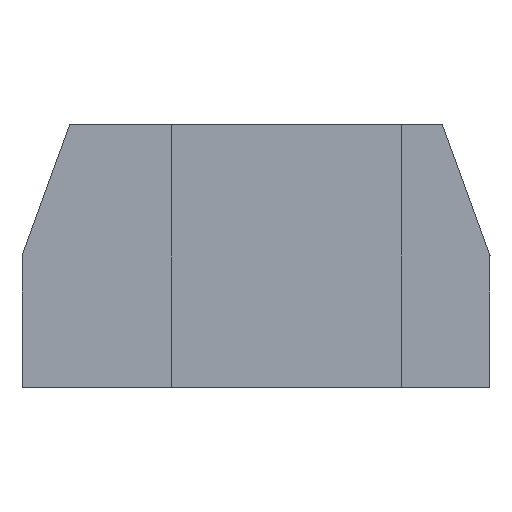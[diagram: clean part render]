
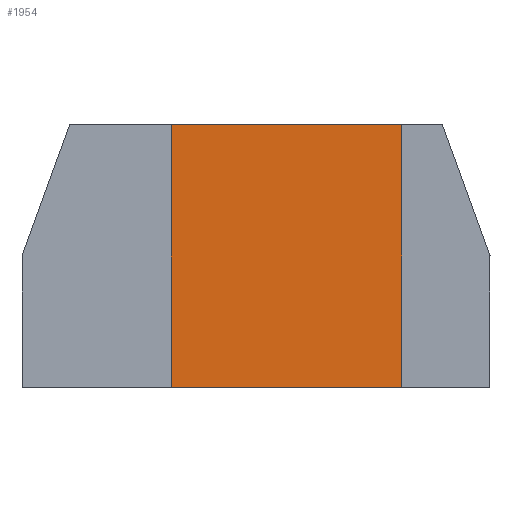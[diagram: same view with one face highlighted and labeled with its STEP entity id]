
A CAD part, left-side view. The second image highlights one B-rep face of the part: STEP entity #1954.
In plain terms, the highlighted planar face has unit normal (-1, 0, 0).
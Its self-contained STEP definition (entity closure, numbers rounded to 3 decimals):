
#94 = CARTESIAN_POINT ( 'NONE',  ( 9.2, 5.5, 4.3 ) ) ;
#98 = DIRECTION ( 'NONE',  ( 0., -1., 0. ) ) ;
#158 = CARTESIAN_POINT ( 'NONE',  ( 9.2, -0.6, 4.3 ) ) ;
#327 = EDGE_CURVE ( 'NONE', #2455, #788, #1022, .T. ) ;
#450 = ORIENTED_EDGE ( 'NONE', *, *, #2078, .F. ) ;
#451 = ORIENTED_EDGE ( 'NONE', *, *, #2123, .T. ) ;
#468 = ORIENTED_EDGE ( 'NONE', *, *, #327, .T. ) ;
#476 = ORIENTED_EDGE ( 'NONE', *, *, #1352, .F. ) ;
#684 = LINE ( 'NONE', #1158, #686 ) ;
#686 = VECTOR ( 'NONE', #1133, 1000. ) ;
#747 = VERTEX_POINT ( 'NONE', #2386 ) ;
#788 = VERTEX_POINT ( 'NONE', #158 ) ;
#967 = EDGE_LOOP ( 'NONE', ( #468, #450, #476, #451 ) ) ;
#1022 = LINE ( 'NONE', #94, #1035 ) ;
#1035 = VECTOR ( 'NONE', #98, 1000. ) ;
#1133 = DIRECTION ( 'NONE',  ( 0., -1., 0. ) ) ;
#1158 = CARTESIAN_POINT ( 'NONE',  ( 9.2, 9.04, 15.3 ) ) ;
#1233 = LINE ( 'NONE', #1726, #1322 ) ;
#1234 = VECTOR ( 'NONE', #1646, 1000. ) ;
#1252 = LINE ( 'NONE', #1643, #1234 ) ;
#1322 = VECTOR ( 'NONE', #1727, 1000. ) ;
#1352 = EDGE_CURVE ( 'NONE', #2458, #747, #684, .T. ) ;
#1594 = DIRECTION ( 'NONE',  ( 0., 1., 0. ) ) ;
#1611 = CARTESIAN_POINT ( 'NONE',  ( 9.2, 5.5, 12.3 ) ) ;
#1621 = DIRECTION ( 'NONE',  ( 1., 0., 0. ) ) ;
#1632 = PLANE ( 'NONE',  #2223 ) ;
#1643 = CARTESIAN_POINT ( 'NONE',  ( 9.2, -0.6, 12.3 ) ) ;
#1646 = DIRECTION ( 'NONE',  ( 0., 0., -1. ) ) ;
#1726 = CARTESIAN_POINT ( 'NONE',  ( 9.2, 9.04, 12.3 ) ) ;
#1727 = DIRECTION ( 'NONE',  ( 0., 0., -1. ) ) ;
#1758 = FACE_OUTER_BOUND ( 'NONE', #967, .T. ) ;
#1954 = ADVANCED_FACE ( 'NONE', ( #1758 ), #1632, .F. ) ;
#2013 = CARTESIAN_POINT ( 'NONE',  ( 9.2, 9.04, 4.3 ) ) ;
#2041 = CARTESIAN_POINT ( 'NONE',  ( 9.2, 9.04, 15.3 ) ) ;
#2078 = EDGE_CURVE ( 'NONE', #747, #788, #1252, .T. ) ;
#2123 = EDGE_CURVE ( 'NONE', #2458, #2455, #1233, .T. ) ;
#2223 = AXIS2_PLACEMENT_3D ( 'NONE', #1611, #1621, #1594 ) ;
#2386 = CARTESIAN_POINT ( 'NONE',  ( 9.2, -0.6, 15.3 ) ) ;
#2455 = VERTEX_POINT ( 'NONE', #2013 ) ;
#2458 = VERTEX_POINT ( 'NONE', #2041 ) ;
